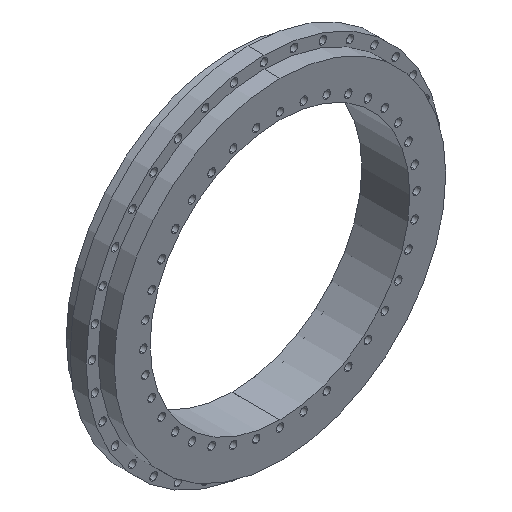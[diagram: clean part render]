
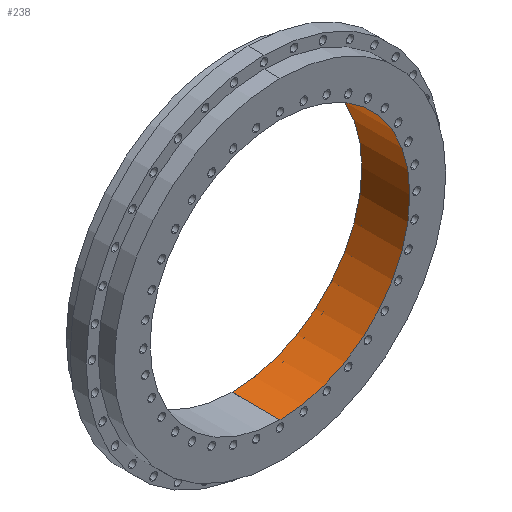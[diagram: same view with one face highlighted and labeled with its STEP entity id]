
A CAD part, isometric view. The second image highlights one B-rep face of the part: STEP entity #238.
In plain terms, the highlighted cylindrical face has radius 162.5 mm (diameter 325 mm), a partial arc.
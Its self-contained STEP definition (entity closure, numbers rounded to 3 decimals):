
#221 = EDGE_LOOP ( 'NONE', ( #239, #240, #242, #237 ) ) ;
#230 = EDGE_CURVE ( 'NONE', #2938, #2937, #3360, .T. ) ;
#237 = ORIENTED_EDGE ( 'NONE', *, *, #1367, .T. ) ;
#238 = ADVANCED_FACE ( 'NONE', ( #2908 ), #2900, .F. ) ;
#239 = ORIENTED_EDGE ( 'NONE', *, *, #2942, .F. ) ;
#240 = ORIENTED_EDGE ( 'NONE', *, *, #230, .F. ) ;
#242 = ORIENTED_EDGE ( 'NONE', *, *, #2932, .T. ) ;
#1367 = EDGE_CURVE ( 'NONE', #2940, #2943, #5835, .T. ) ;
#2894 = DIRECTION ( 'NONE',  ( 0., -1., 0. ) ) ;
#2895 = AXIS2_PLACEMENT_3D ( 'NONE', #2907, #2894, #2896 ) ;
#2896 = DIRECTION ( 'NONE',  ( 0., 0., -1. ) ) ;
#2900 = CYLINDRICAL_SURFACE ( 'NONE', #2895, 162.5 ) ;
#2907 = CARTESIAN_POINT ( 'NONE',  ( 0., 0., 0. ) ) ;
#2908 = FACE_OUTER_BOUND ( 'NONE', #221, .T. ) ;
#2932 = EDGE_CURVE ( 'NONE', #2938, #2940, #3799, .T. ) ;
#2937 = VERTEX_POINT ( 'NONE', #3812 ) ;
#2938 = VERTEX_POINT ( 'NONE', #3794 ) ;
#2940 = VERTEX_POINT ( 'NONE', #3809 ) ;
#2942 = EDGE_CURVE ( 'NONE', #2937, #2943, #3802, .T. ) ;
#2943 = VERTEX_POINT ( 'NONE', #3865 ) ;
#3354 = DIRECTION ( 'NONE',  ( 0., 0., -1. ) ) ;
#3355 = DIRECTION ( 'NONE',  ( 0., -1., 0. ) ) ;
#3356 = AXIS2_PLACEMENT_3D ( 'NONE', #3369, #3355, #3354 ) ;
#3360 = CIRCLE ( 'NONE', #3356, 162.5 ) ;
#3369 = CARTESIAN_POINT ( 'NONE',  ( 0., 60., 0. ) ) ;
#3794 = CARTESIAN_POINT ( 'NONE',  ( 0., 60., -162.5 ) ) ;
#3795 = DIRECTION ( 'NONE',  ( 0., -1., 0. ) ) ;
#3796 = VECTOR ( 'NONE', #3795, 1000. ) ;
#3797 = CARTESIAN_POINT ( 'NONE',  ( 0., 0., -162.5 ) ) ;
#3799 = LINE ( 'NONE', #3797, #3796 ) ;
#3802 = LINE ( 'NONE', #3815, #3863 ) ;
#3809 = CARTESIAN_POINT ( 'NONE',  ( 0., 0., -162.5 ) ) ;
#3812 = CARTESIAN_POINT ( 'NONE',  ( 0., 60., 162.5 ) ) ;
#3814 = DIRECTION ( 'NONE',  ( 0., -1., 0. ) ) ;
#3815 = CARTESIAN_POINT ( 'NONE',  ( 0., 0., 162.5 ) ) ;
#3863 = VECTOR ( 'NONE', #3814, 1000. ) ;
#3865 = CARTESIAN_POINT ( 'NONE',  ( 0., 0., 162.5 ) ) ;
#5835 = CIRCLE ( 'NONE', #5884, 162.5 ) ;
#5881 = DIRECTION ( 'NONE',  ( 0., 0., -1. ) ) ;
#5882 = DIRECTION ( 'NONE',  ( 0., -1., 0. ) ) ;
#5883 = CARTESIAN_POINT ( 'NONE',  ( 0., 0., 0. ) ) ;
#5884 = AXIS2_PLACEMENT_3D ( 'NONE', #5883, #5882, #5881 ) ;
